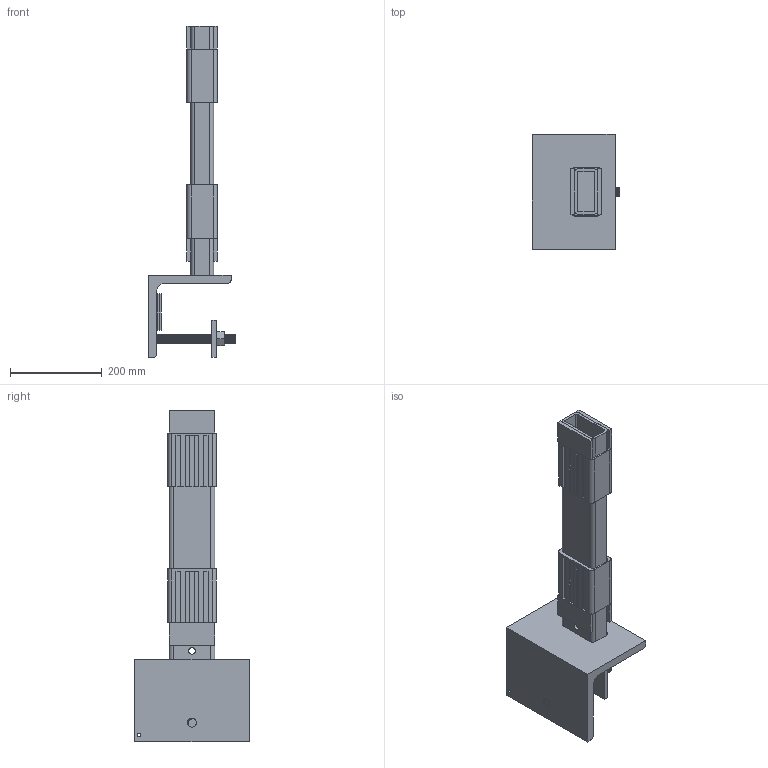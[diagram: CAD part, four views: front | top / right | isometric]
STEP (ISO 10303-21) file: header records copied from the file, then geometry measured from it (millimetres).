
FILE_DESCRIPTION(/* description */ (''),/* implementation_level */ '2;1');
FILE_NAME(/* name */ 'BWC 55-740-2-V-N.stp',/* time_stamp */ '2023-02-23T15:31:01+01:00',/* author */ ('Bruker'),/* organization */ (''),/* preprocessor_version */ 'ST-DEVELOPER v18.1',/* originating_system */ 'Autodesk Inventor 2021',/* authorisation */ '');
FILE_SCHEMA (('AUTOMOTIVE_DESIGN { 1 0 10303 214 3 1 1 }'));
Length unit declared in the file: millimetre
Products named in the file (10): BWC 55-740-2-V-N; BWC 40-740-2-V-N Vinkel negativ last; BWC 40-740-2-V-5 Stålshims; BWC 40-740-2-V-6 Naturgummi shims; Threaded rod M20; BWC 40-740-2-V-1 innerrør; 100 x 50 x 8 rød stålplatte; BWC Dempeboks L=117  toppende; Skive2; ANSI B 18.2.4.1 M - M20 x 2,5
Assembly tree (14 placements, depth 2):
  BWC 55-740-2-V-N
    BWC 40-740-2-V-N Vinkel negativ last
    BWC 40-740-2-V-5 Stålshims
    BWC 40-740-2-V-6 Naturgummi shims  x2
    Threaded rod M20
    BWC 40-740-2-V-1 innerrør
    100 x 50 x 8 rød stålplatte  x4
    BWC Dempeboks L=117  toppende  x2
    Skive2
    ANSI B 18.2.4.1 M - M20 x 2,5
Bounding box: 190 x 250 x 722 mm (x, y, z)
Volume: 3213720 mm3; surface area: 842056.9 mm2
Topology: 14 solids, 14 shells, 286 faces, 761 edges, 501 vertices
Faces by surface type: plane 162, cylinder 108, cone 14, bspline 2
Full cylindrical faces by diameter (mm): 8 x2, 14 x2, 17.294 x1, 20 x65, 22 x1
Entity records: 15798 total; most frequent: CARTESIAN_POINT 10313, ORIENTED_EDGE 1142, DIRECTION 939, EDGE_CURVE 571, VERTEX_POINT 373, LINE 327, VECTOR 327, AXIS2_PLACEMENT_3D 306
